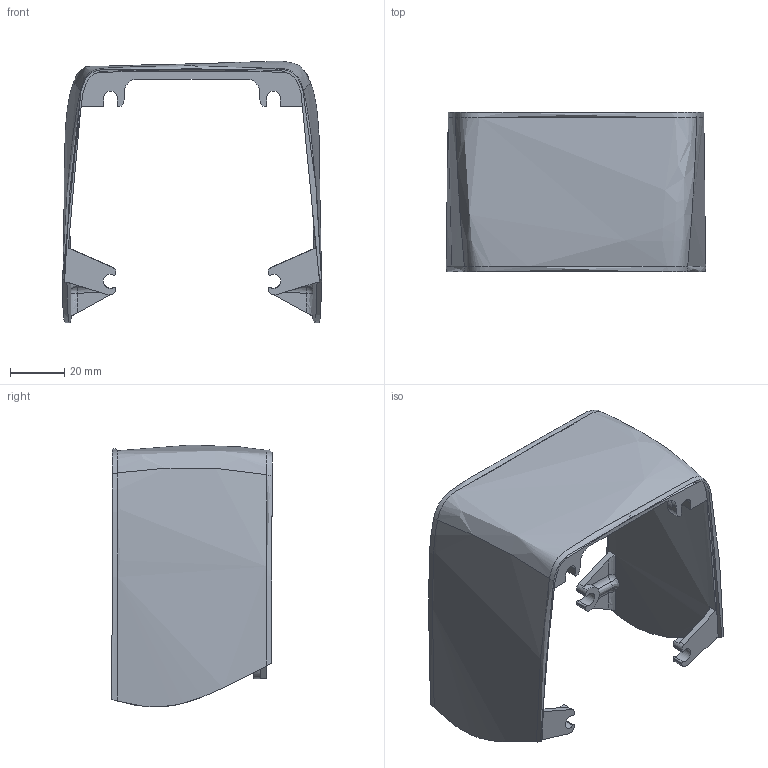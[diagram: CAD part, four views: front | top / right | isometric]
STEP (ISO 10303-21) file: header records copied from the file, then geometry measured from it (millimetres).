
FILE_DESCRIPTION(/* description */ (''),/* implementation_level */ '2;1');
FILE_NAME(/* name */ 'Battery Fairing 2mm lip .5mm thick.stp',/* time_stamp */ '2016-10-31T12:12:58-07:00',/* author */ (''),/* organization */ (''),/* preprocessor_version */ 'ST-DEVELOPER v15.2',/* originating_system */ 'Autodesk Translator Framework v2.0.0.5431',/* authorisation */ '');
FILE_SCHEMA (('AUTOMOTIVE_DESIGN { 1 0 10303 214 3 1 1 }'));
Length unit declared in the file: centimetre
Products named in the file (1): (Unsaved)
Bounding box: 95.38 x 58.95 x 96.34 mm (x, y, z)
Volume: 30359.7 mm3; surface area: 36203.4 mm2
Topology: 1 solids, 1 shells, 165 faces, 473 edges, 310 vertices
Faces by surface type: plane 67, cylinder 52, bspline 38, sphere 8
Entity records: 8882 total; most frequent: CARTESIAN_POINT 4808, ORIENTED_EDGE 946, DIRECTION 727, EDGE_CURVE 473, VERTEX_POINT 310, AXIS2_PLACEMENT_3D 264, LINE 199, VECTOR 199
